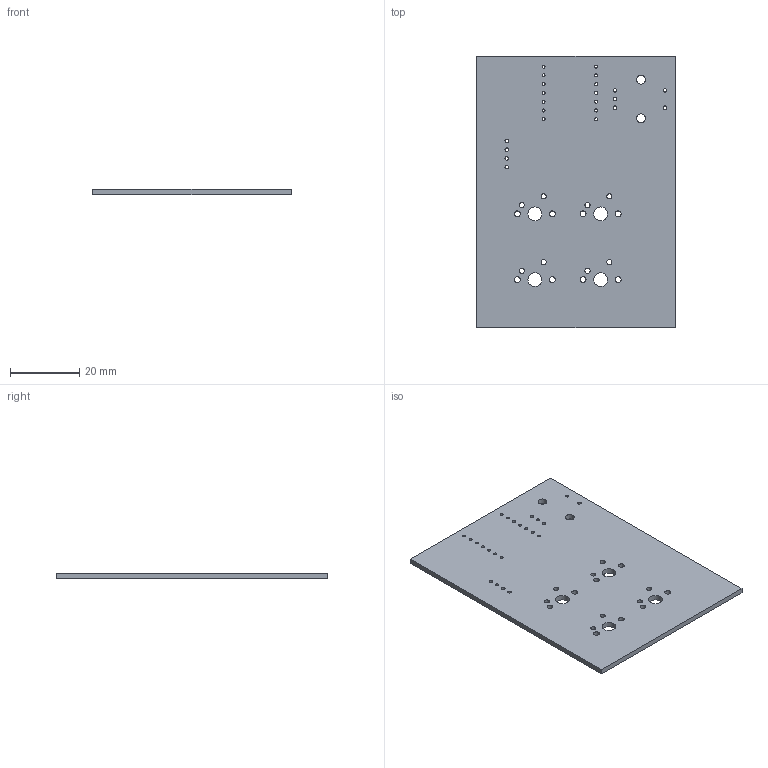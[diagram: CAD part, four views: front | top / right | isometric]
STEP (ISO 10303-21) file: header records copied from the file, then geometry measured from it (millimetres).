
FILE_DESCRIPTION(/* description */ ('KiCad electronic assembly'),/* implementation_level */ '2;1');
FILE_NAME(/* name */ 'PcbSTEP.step',/* time_stamp */ '2026-01-16T21:27:54Z',/* author */ (''),/* organization */ (''),/* preprocessor_version */ 'ST-DEVELOPER v20.1',/* originating_system */ 'Autodesk Translation Framework v14.21.0.0',/* authorisation */ '');
FILE_SCHEMA (('AUTOMOTIVE_DESIGN { 1 0 10303 214 3 1 1 }'));
Length unit declared in the file: millimetre
Products named in the file (2): 2026-01-16-19-27-19-771; 2026-01-16-19-27-19-772
Assembly tree (1 placements, depth 2):
  2026-01-16-19-27-19-771
    2026-01-16-19-27-19-772
Bounding box: 57.5 x 78.51 x 1.51 mm (x, y, z)
Volume: 6652.1 mm3; surface area: 9545.3 mm2
Topology: 1 solids, 1 shells, 51 faces, 147 edges, 98 vertices
Faces by surface type: cylinder 45, plane 6
Full cylindrical faces by diameter (mm): 0.889 x14, 1 x9, 1.5 x8, 1.7 x8, 2.6 x2, 4 x4
Entity records: 1971 total; most frequent: DIRECTION 345, CARTESIAN_POINT 299, ORIENTED_EDGE 294, EDGE_CURVE 147, AXIS2_PLACEMENT_3D 144, EDGE_LOOP 141, VERTEX_POINT 98, FACE_BOUND 90
